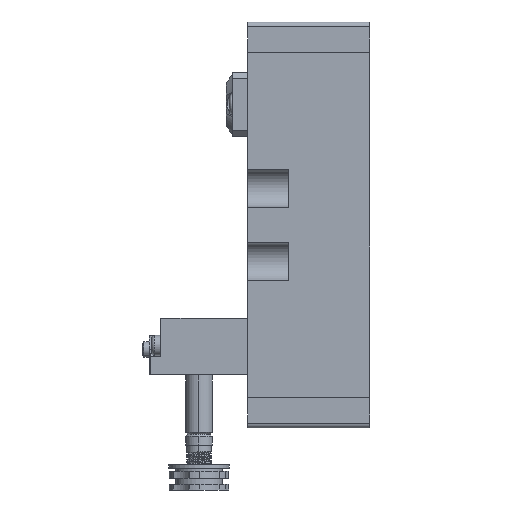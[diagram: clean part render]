
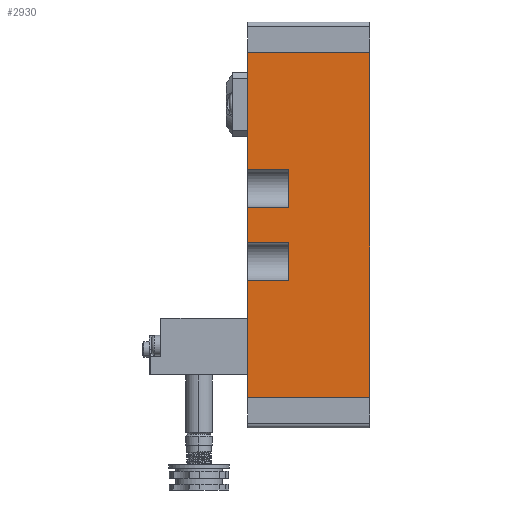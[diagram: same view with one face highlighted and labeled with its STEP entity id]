
A CAD part, left-side view. The second image highlights one B-rep face of the part: STEP entity #2930.
In plain terms, the highlighted planar face has unit normal (-1, 0, 0).
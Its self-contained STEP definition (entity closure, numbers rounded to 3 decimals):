
#4 = DIRECTION ( 'NONE',  ( 0., 0., -1. ) ) ;
#6 = CARTESIAN_POINT ( 'NONE',  ( -25., 20., 56.5 ) ) ;
#7 = DIRECTION ( 'NONE',  ( 0., 0., -1. ) ) ;
#13 = CARTESIAN_POINT ( 'NONE',  ( -25., 20., 56.5 ) ) ;
#15 = DIRECTION ( 'NONE',  ( 0., 0., -1. ) ) ;
#24 = CARTESIAN_POINT ( 'NONE',  ( -25., 20., 5.7 ) ) ;
#25 = CARTESIAN_POINT ( 'NONE',  ( -25., 6.5, 56.5 ) ) ;
#28 = DIRECTION ( 'NONE',  ( 0., 1., 0. ) ) ;
#32 = DIRECTION ( 'NONE',  ( 0., -1., 0. ) ) ;
#37 = DIRECTION ( 'NONE',  ( 0., 0., -1. ) ) ;
#55 = CARTESIAN_POINT ( 'NONE',  ( -25., 20., 18.3 ) ) ;
#56 = CARTESIAN_POINT ( 'NONE',  ( -25., 20., 56.5 ) ) ;
#57 = DIRECTION ( 'NONE',  ( 0., 1., 0. ) ) ;
#58 = CARTESIAN_POINT ( 'NONE',  ( -25., -20., 56.5 ) ) ;
#64 = DIRECTION ( 'NONE',  ( 0., 0., -1. ) ) ;
#80 = DIRECTION ( 'NONE',  ( 0., -1., 0. ) ) ;
#93 = DIRECTION ( 'NONE',  ( 0., -1., 0. ) ) ;
#97 = DIRECTION ( 'NONE',  ( 0., 0., 1. ) ) ;
#99 = CARTESIAN_POINT ( 'NONE',  ( -25., 20., -18.3 ) ) ;
#100 = CARTESIAN_POINT ( 'NONE',  ( -25., 20., -5.7 ) ) ;
#101 = CARTESIAN_POINT ( 'NONE',  ( -25., 6.5, 56.5 ) ) ;
#103 = DIRECTION ( 'NONE',  ( 0., -1., 0. ) ) ;
#113 = CARTESIAN_POINT ( 'NONE',  ( -25., 20., -56.5 ) ) ;
#134 = CARTESIAN_POINT ( 'NONE',  ( -25., 20., 56.5 ) ) ;
#1328 = VERTEX_POINT ( 'NONE', #10893 ) ;
#1346 = VERTEX_POINT ( 'NONE', #10881 ) ;
#1386 = VERTEX_POINT ( 'NONE', #10943 ) ;
#1422 = VERTEX_POINT ( 'NONE', #10776 ) ;
#1431 = VERTEX_POINT ( 'NONE', #10919 ) ;
#1466 = VERTEX_POINT ( 'NONE', #10841 ) ;
#1478 = VERTEX_POINT ( 'NONE', #10789 ) ;
#1524 = VERTEX_POINT ( 'NONE', #18618 ) ;
#1647 = VERTEX_POINT ( 'NONE', #18566 ) ;
#2305 = EDGE_CURVE ( 'NONE', #1386, #1346, #13984, .T. ) ;
#2329 = EDGE_CURVE ( 'NONE', #12168, #1386, #14024, .T. ) ;
#2333 = EDGE_CURVE ( 'NONE', #1478, #1328, #14031, .T. ) ;
#2337 = EDGE_CURVE ( 'NONE', #1647, #1431, #14038, .T. ) ;
#2340 = EDGE_CURVE ( 'NONE', #1328, #1422, #14044, .T. ) ;
#2341 = EDGE_CURVE ( 'NONE', #1524, #1422, #14046, .T. ) ;
#2342 = EDGE_CURVE ( 'NONE', #1524, #12168, #14048, .T. ) ;
#2343 = EDGE_CURVE ( 'NONE', #12195, #1346, #14050, .T. ) ;
#2344 = EDGE_CURVE ( 'NONE', #1647, #12195, #14052, .T. ) ;
#2345 = EDGE_CURVE ( 'NONE', #1431, #12160, #14054, .T. ) ;
#2346 = EDGE_CURVE ( 'NONE', #12160, #1466, #14056, .T. ) ;
#2347 = EDGE_CURVE ( 'NONE', #1466, #1478, #14058, .T. ) ;
#2930 = ADVANCED_FACE ( 'NONE', ( #14454 ), #20629, .F. ) ;
#4223 = ORIENTED_EDGE ( 'NONE', *, *, #2333, .T. ) ;
#4344 = ORIENTED_EDGE ( 'NONE', *, *, #2337, .T. ) ;
#4350 = ORIENTED_EDGE ( 'NONE', *, *, #2345, .T. ) ;
#4378 = ORIENTED_EDGE ( 'NONE', *, *, #2346, .T. ) ;
#4380 = ORIENTED_EDGE ( 'NONE', *, *, #2347, .T. ) ;
#4392 = ORIENTED_EDGE ( 'NONE', *, *, #2340, .T. ) ;
#4396 = ORIENTED_EDGE ( 'NONE', *, *, #2341, .F. ) ;
#4397 = ORIENTED_EDGE ( 'NONE', *, *, #2342, .T. ) ;
#4399 = ORIENTED_EDGE ( 'NONE', *, *, #2329, .T. ) ;
#4400 = ORIENTED_EDGE ( 'NONE', *, *, #2305, .T. ) ;
#4404 = ORIENTED_EDGE ( 'NONE', *, *, #2343, .F. ) ;
#4413 = ORIENTED_EDGE ( 'NONE', *, *, #2344, .F. ) ;
#9381 = CARTESIAN_POINT ( 'NONE',  ( -25., 6.5, 18.3 ) ) ;
#9385 = CARTESIAN_POINT ( 'NONE',  ( -25., 20., -18.3 ) ) ;
#9402 = CARTESIAN_POINT ( 'NONE',  ( -25., -20., 56.5 ) ) ;
#10776 = CARTESIAN_POINT ( 'NONE',  ( -25., 6.5, -5.7 ) ) ;
#10789 = CARTESIAN_POINT ( 'NONE',  ( -25., 20., 5.7 ) ) ;
#10841 = CARTESIAN_POINT ( 'NONE',  ( -25., 6.5, 5.7 ) ) ;
#10881 = CARTESIAN_POINT ( 'NONE',  ( -25., -20., -56.5 ) ) ;
#10893 = CARTESIAN_POINT ( 'NONE',  ( -25., 20., -5.7 ) ) ;
#10919 = CARTESIAN_POINT ( 'NONE',  ( -25., 20., 18.3 ) ) ;
#10943 = CARTESIAN_POINT ( 'NONE',  ( -25., 20., -56.5 ) ) ;
#12160 = VERTEX_POINT ( 'NONE', #9381 ) ;
#12168 = VERTEX_POINT ( 'NONE', #9385 ) ;
#12195 = VERTEX_POINT ( 'NONE', #9402 ) ;
#13984 = LINE ( 'NONE', #113, #13985 ) ;
#13985 = VECTOR ( 'NONE', #32, 1000. ) ;
#14024 = LINE ( 'NONE', #134, #14025 ) ;
#14025 = VECTOR ( 'NONE', #4, 1000. ) ;
#14031 = LINE ( 'NONE', #6, #14032 ) ;
#14032 = VECTOR ( 'NONE', #7, 1000. ) ;
#14038 = LINE ( 'NONE', #13, #14039 ) ;
#14039 = VECTOR ( 'NONE', #15, 1000. ) ;
#14044 = LINE ( 'NONE', #100, #14045 ) ;
#14045 = VECTOR ( 'NONE', #103, 1000. ) ;
#14046 = LINE ( 'NONE', #101, #14047 ) ;
#14047 = VECTOR ( 'NONE', #97, 1000. ) ;
#14048 = LINE ( 'NONE', #99, #14049 ) ;
#14049 = VECTOR ( 'NONE', #57, 1000. ) ;
#14050 = LINE ( 'NONE', #58, #14051 ) ;
#14051 = VECTOR ( 'NONE', #64, 1000. ) ;
#14052 = LINE ( 'NONE', #56, #14053 ) ;
#14053 = VECTOR ( 'NONE', #80, 1000. ) ;
#14054 = LINE ( 'NONE', #55, #14055 ) ;
#14055 = VECTOR ( 'NONE', #93, 1000. ) ;
#14056 = LINE ( 'NONE', #25, #14057 ) ;
#14057 = VECTOR ( 'NONE', #37, 1000. ) ;
#14058 = LINE ( 'NONE', #24, #14059 ) ;
#14059 = VECTOR ( 'NONE', #28, 1000. ) ;
#14454 = FACE_OUTER_BOUND ( 'NONE', #16934, .T. ) ;
#16635 = AXIS2_PLACEMENT_3D ( 'NONE', #20630, #20631, #20632 ) ;
#16934 = EDGE_LOOP ( 'NONE', ( #4223, #4392, #4396, #4397, #4399, #4400, #4404, #4413, #4344, #4350, #4378, #4380 ) ) ;
#18566 = CARTESIAN_POINT ( 'NONE',  ( -25., 20., 56.5 ) ) ;
#18618 = CARTESIAN_POINT ( 'NONE',  ( -25., 6.5, -18.3 ) ) ;
#20629 = PLANE ( 'NONE',  #16635 ) ;
#20630 = CARTESIAN_POINT ( 'NONE',  ( -25., 20., 56.5 ) ) ;
#20631 = DIRECTION ( 'NONE',  ( 1., 0., 0. ) ) ;
#20632 = DIRECTION ( 'NONE',  ( 0., 1., 0. ) ) ;
